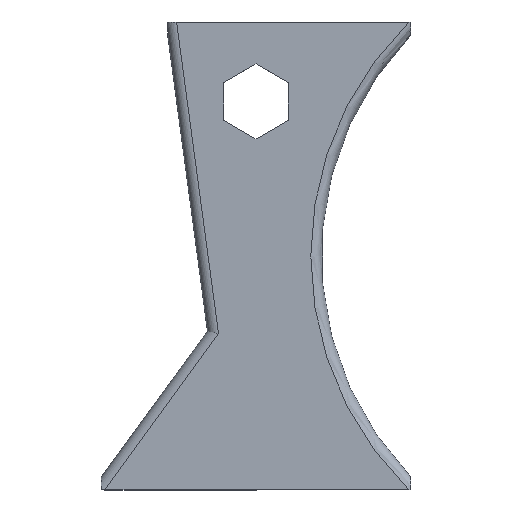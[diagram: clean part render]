
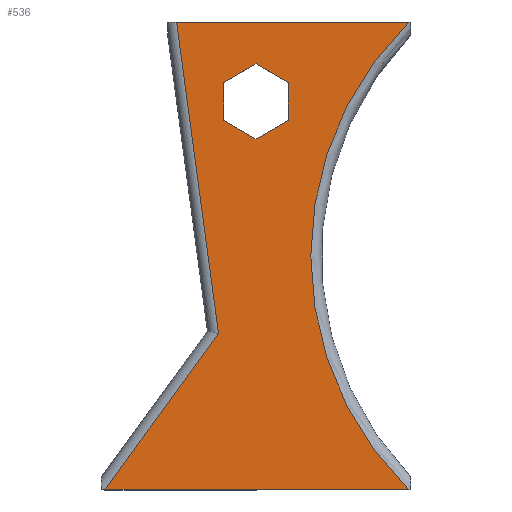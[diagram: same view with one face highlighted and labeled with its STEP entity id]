
A CAD part, top view. The second image highlights one B-rep face of the part: STEP entity #536.
In plain terms, the highlighted planar face has unit normal (0, 0, 1).
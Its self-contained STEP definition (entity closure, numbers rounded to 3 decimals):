
#49 = VERTEX_POINT('',#50);
#50 = CARTESIAN_POINT('',(0.786,0.,5.));
#57 = EDGE_CURVE('',#49,#58,#60,.T.);
#58 = VERTEX_POINT('',#59);
#59 = CARTESIAN_POINT('',(69.593,0.,5.));
#60 = LINE('',#61,#62);
#61 = CARTESIAN_POINT('',(0.,0.,5.));
#62 = VECTOR('',#63,1.);
#63 = DIRECTION('',(1.,0.,0.));
#437 = VERTEX_POINT('',#438);
#438 = CARTESIAN_POINT('',(26.507,35.366,5.));
#445 = EDGE_CURVE('',#49,#437,#446,.T.);
#446 = LINE('',#447,#448);
#447 = CARTESIAN_POINT('',(1.941,1.588,5.));
#448 = VECTOR('',#449,1.);
#449 = DIRECTION('',(0.588,0.809,0.));
#460 = VERTEX_POINT('',#461);
#461 = CARTESIAN_POINT('',(69.593,106.,5.));
#474 = EDGE_CURVE('',#460,#58,#475,.T.);
#475 = CIRCLE('',#476,74.4);
#476 = AXIS2_PLACEMENT_3D('',#477,#478,#479);
#477 = CARTESIAN_POINT('',(121.807,53.,5.));
#478 = DIRECTION('',(0.,0.,1.));
#479 = DIRECTION('',(-0.72,0.694,0.));
#536 = ADVANCED_FACE('',(#537,#556),#606,.T.);
#537 = FACE_BOUND('',#538,.T.);
#538 = EDGE_LOOP('',(#539,#540,#541,#549,#555));
#539 = ORIENTED_EDGE('',*,*,#57,.T.);
#540 = ORIENTED_EDGE('',*,*,#474,.F.);
#541 = ORIENTED_EDGE('',*,*,#542,.F.);
#542 = EDGE_CURVE('',#543,#460,#545,.T.);
#543 = VERTEX_POINT('',#544);
#544 = CARTESIAN_POINT('',(17.019,106.,5.));
#545 = LINE('',#546,#547);
#546 = CARTESIAN_POINT('',(15.,106.,5.));
#547 = VECTOR('',#548,1.);
#548 = DIRECTION('',(1.,0.,0.));
#549 = ORIENTED_EDGE('',*,*,#550,.F.);
#550 = EDGE_CURVE('',#437,#543,#551,.T.);
#551 = LINE('',#552,#553);
#552 = CARTESIAN_POINT('',(26.379,36.32,5.));
#553 = VECTOR('',#554,1.);
#554 = DIRECTION('',(-0.133,0.991,0.));
#555 = ORIENTED_EDGE('',*,*,#445,.F.);
#556 = FACE_BOUND('',#557,.T.);
#557 = EDGE_LOOP('',(#558,#568,#576,#584,#592,#600));
#558 = ORIENTED_EDGE('',*,*,#559,.F.);
#559 = EDGE_CURVE('',#560,#562,#564,.T.);
#560 = VERTEX_POINT('',#561);
#561 = CARTESIAN_POINT('',(35.,96.5,5.));
#562 = VERTEX_POINT('',#563);
#563 = CARTESIAN_POINT('',(27.639,92.25,5.));
#564 = LINE('',#565,#566);
#565 = CARTESIAN_POINT('',(25.997,91.302,5.));
#566 = VECTOR('',#567,1.);
#567 = DIRECTION('',(-0.866,-0.5,0.));
#568 = ORIENTED_EDGE('',*,*,#569,.F.);
#569 = EDGE_CURVE('',#570,#560,#572,.T.);
#570 = VERTEX_POINT('',#571);
#571 = CARTESIAN_POINT('',(42.361,92.25,5.));
#572 = LINE('',#573,#574);
#573 = CARTESIAN_POINT('',(49.791,87.96,5.));
#574 = VECTOR('',#575,1.);
#575 = DIRECTION('',(-0.866,0.5,0.));
#576 = ORIENTED_EDGE('',*,*,#577,.F.);
#577 = EDGE_CURVE('',#578,#570,#580,.T.);
#578 = VERTEX_POINT('',#579);
#579 = CARTESIAN_POINT('',(42.361,83.75,5.));
#580 = LINE('',#581,#582);
#581 = CARTESIAN_POINT('',(42.361,66.9,5.));
#582 = VECTOR('',#583,1.);
#583 = DIRECTION('',(0.,1.,0.));
#584 = ORIENTED_EDGE('',*,*,#585,.F.);
#585 = EDGE_CURVE('',#586,#578,#588,.T.);
#586 = VERTEX_POINT('',#587);
#587 = CARTESIAN_POINT('',(35.,79.5,5.));
#588 = LINE('',#589,#590);
#589 = CARTESIAN_POINT('',(29.678,76.427,5.));
#590 = VECTOR('',#591,1.);
#591 = DIRECTION('',(0.866,0.5,0.));
#592 = ORIENTED_EDGE('',*,*,#593,.F.);
#593 = EDGE_CURVE('',#594,#586,#596,.T.);
#594 = VERTEX_POINT('',#595);
#595 = CARTESIAN_POINT('',(27.639,83.75,5.));
#596 = LINE('',#597,#598);
#597 = CARTESIAN_POINT('',(38.749,77.335,5.));
#598 = VECTOR('',#599,1.);
#599 = DIRECTION('',(0.866,-0.5,0.));
#600 = ORIENTED_EDGE('',*,*,#601,.F.);
#601 = EDGE_CURVE('',#562,#594,#602,.T.);
#602 = LINE('',#603,#604);
#603 = CARTESIAN_POINT('',(27.639,71.15,5.));
#604 = VECTOR('',#605,1.);
#605 = DIRECTION('',(0.,-1.,0.));
#606 = PLANE('',#607);
#607 = AXIS2_PLACEMENT_3D('',#608,#609,#610);
#608 = CARTESIAN_POINT('',(37.811,50.05,5.));
#609 = DIRECTION('',(0.,0.,1.));
#610 = DIRECTION('',(1.,0.,0.));
